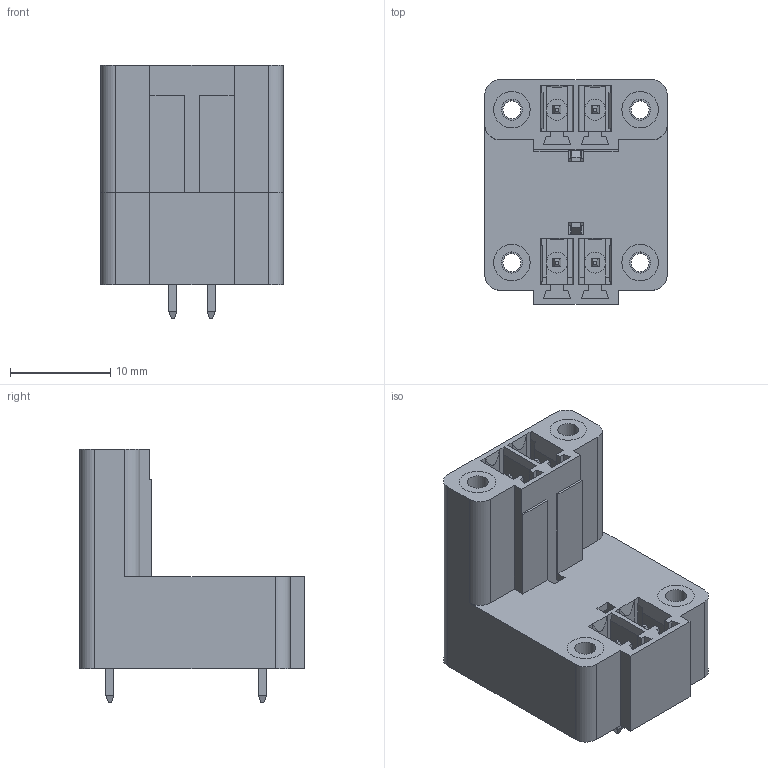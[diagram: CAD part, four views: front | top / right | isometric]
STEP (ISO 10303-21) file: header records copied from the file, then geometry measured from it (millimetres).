
FILE_DESCRIPTION( ( 'Unknown' ), '1' );
FILE_NAME( '691357300004B.stp', 'Unknown', ( 'Unknown' ), ( 'Unknown' ), 'PSStep 19.0.9', 'Unknown', ' ' );
FILE_SCHEMA( ( 'AUTOMOTIVE_DESIGN { 1 0 10303 214 1 1 1 1 }' ) );
Length unit declared in the file: millimetre
Products named in the file (6): Assem1; 691357300004B; 6913573000xxB_PIN; 6913573000xxB_PIN LONGUE; 691357300004B_CAPOT; 6913573000xxB_INSERT
Assembly tree (10 placements, depth 2):
  Assem1
    691357300004B
    6913573000xxB_PIN  x2
    6913573000xxB_PIN LONGUE  x2
    691357300004B_CAPOT
    6913573000xxB_INSERT  x4
Bounding box: 18.21 x 22.4 x 25.3 mm (x, y, z)
Volume: 2794 mm3; surface area: 5568.7 mm2
Topology: 10 solids, 10 shells, 347 faces, 897 edges, 579 vertices
Faces by surface type: plane 315, cylinder 32
Full cylindrical faces by diameter (mm): 1.8 x4, 2.1 x8, 3.65 x10
Entity records: 11900 total; most frequent: CARTESIAN_POINT 1646, ORIENTED_EDGE 1600, DIRECTION 1492, EDGE_CURVE 800, LINE 744, VECTOR 744, VERTEX_POINT 528, AXIS2_PLACEMENT_3D 374
